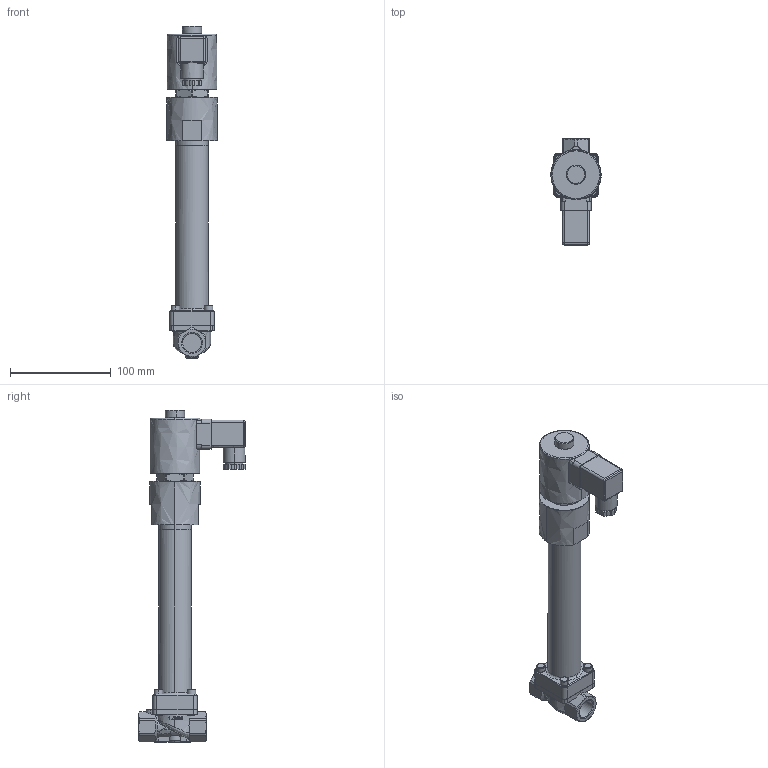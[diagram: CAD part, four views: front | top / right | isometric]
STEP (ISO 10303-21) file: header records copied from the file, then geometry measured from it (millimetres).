
FILE_DESCRIPTION (('STEP'), '1');
FILE_NAME ('A91-091.000266_3-241-23-0804-.802.stp', '2025-05-21T08:29:17', ('Unknown'), ('Unknown'), 'HarmonyWare STEP v2.1.9', 'HarmonyWare Translators', '');
FILE_SCHEMA (('CONFIG_CONTROL_DESIGN'));
Length unit declared in the file: millimetre
Products named in the file (2): Volumenkörper2
Assembly tree (1 placements, depth 2):
  (unnamed)
    Volumenkörper2
Bounding box: 50 x 105.8 x 329.75 mm (x, y, z)
Volume: 455983.5 mm3; surface area: 63200.5 mm2
Topology: 1 solids, 1 shells, 478 faces, 1265 edges, 808 vertices
Faces by surface type: bspline 478
Entity records: 28602 total; most frequent: CARTESIAN_POINT 17495, ORIENTED_EDGE 2518, EDGE_CURVE 1259, VERTEX_POINT 807, B_SPLINE_CURVE_WITH_KNOTS 730, EDGE_LOOP 512, PRESENTATION_STYLE_ASSIGNMENT 480, COLOUR_RGB 480
